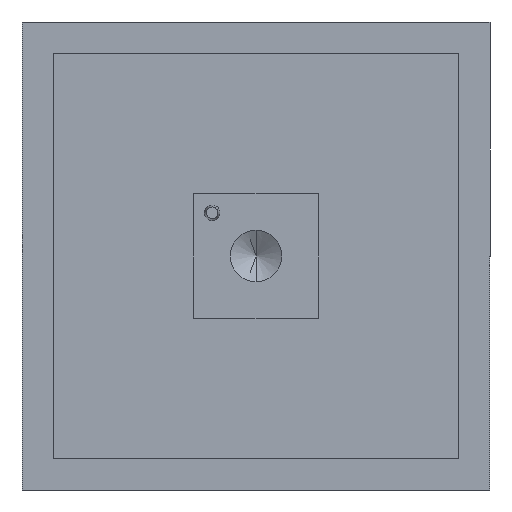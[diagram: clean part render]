
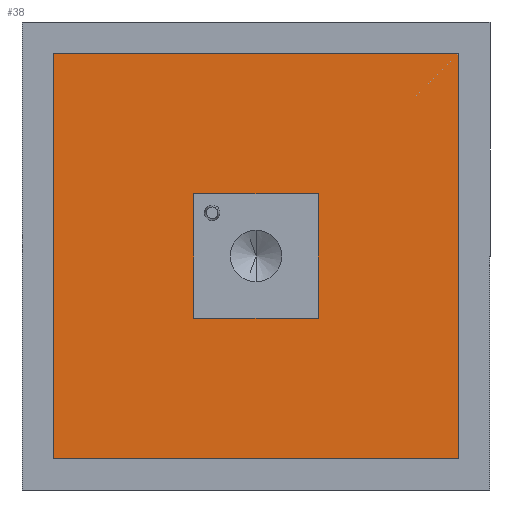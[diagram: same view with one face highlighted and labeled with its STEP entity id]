
A CAD part, front view. The second image highlights one B-rep face of the part: STEP entity #38.
In plain terms, the highlighted planar face has unit normal (0, -1, 0).
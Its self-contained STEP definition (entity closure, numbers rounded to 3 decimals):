
#5 = CARTESIAN_POINT ( 'NONE',  ( -4., 22., -4. ) ) ;
#7 = EDGE_CURVE ( 'NONE', #616, #23, #26, .T. ) ;
#8 = VECTOR ( 'NONE', #465, 1000. ) ;
#10 = VECTOR ( 'NONE', #102, 1000. ) ;
#23 = VERTEX_POINT ( 'NONE', #404 ) ;
#26 = LINE ( 'NONE', #456, #78 ) ;
#38 = ADVANCED_FACE ( 'NONE', ( #402, #620 ), #242, .F. ) ;
#46 = CARTESIAN_POINT ( 'NONE',  ( 13., 22., 13. ) ) ;
#47 = LINE ( 'NONE', #357, #691 ) ;
#52 = LINE ( 'NONE', #265, #10 ) ;
#57 = CARTESIAN_POINT ( 'NONE',  ( -4., 22., 0. ) ) ;
#78 = VECTOR ( 'NONE', #247, 1000. ) ;
#97 = ORIENTED_EDGE ( 'NONE', *, *, #141, .T. ) ;
#98 = DIRECTION ( 'NONE',  ( 0., 0., 1. ) ) ;
#100 = VERTEX_POINT ( 'NONE', #646 ) ;
#102 = DIRECTION ( 'NONE',  ( 1., 0., 0. ) ) ;
#109 = ORIENTED_EDGE ( 'NONE', *, *, #623, .T. ) ;
#113 = VERTEX_POINT ( 'NONE', #46 ) ;
#133 = DIRECTION ( 'NONE',  ( 1., 0., 0. ) ) ;
#141 = EDGE_CURVE ( 'NONE', #581, #155, #600, .T. ) ;
#148 = EDGE_CURVE ( 'NONE', #616, #478, #270, .T. ) ;
#155 = VERTEX_POINT ( 'NONE', #524 ) ;
#157 = DIRECTION ( 'NONE',  ( -1., 0., 0. ) ) ;
#158 = ORIENTED_EDGE ( 'NONE', *, *, #488, .T. ) ;
#192 = ORIENTED_EDGE ( 'NONE', *, *, #292, .T. ) ;
#212 = LINE ( 'NONE', #601, #695 ) ;
#223 = CARTESIAN_POINT ( 'NONE',  ( 13., 22., -13. ) ) ;
#242 = PLANE ( 'NONE',  #374 ) ;
#247 = DIRECTION ( 'NONE',  ( 0., 0., 1. ) ) ;
#265 = CARTESIAN_POINT ( 'NONE',  ( 0., 22., 13. ) ) ;
#270 = LINE ( 'NONE', #362, #548 ) ;
#284 = EDGE_LOOP ( 'NONE', ( #192, #613, #527, #294 ) ) ;
#292 = EDGE_CURVE ( 'NONE', #478, #113, #47, .T. ) ;
#294 = ORIENTED_EDGE ( 'NONE', *, *, #148, .T. ) ;
#298 = DIRECTION ( 'NONE',  ( 0., 1., 0. ) ) ;
#309 = ORIENTED_EDGE ( 'NONE', *, *, #506, .T. ) ;
#323 = DIRECTION ( 'NONE',  ( 0., 0., 1. ) ) ;
#338 = CARTESIAN_POINT ( 'NONE',  ( 4., 22., 4. ) ) ;
#357 = CARTESIAN_POINT ( 'NONE',  ( 13., 22., 0. ) ) ;
#362 = CARTESIAN_POINT ( 'NONE',  ( 0., 22., -13. ) ) ;
#367 = DIRECTION ( 'NONE',  ( 1., 0., 0. ) ) ;
#374 = AXIS2_PLACEMENT_3D ( 'NONE', #669, #298, #508 ) ;
#393 = EDGE_LOOP ( 'NONE', ( #97, #309, #158, #109 ) ) ;
#402 = FACE_OUTER_BOUND ( 'NONE', #284, .T. ) ;
#404 = CARTESIAN_POINT ( 'NONE',  ( -13., 22., 13. ) ) ;
#450 = LINE ( 'NONE', #498, #609 ) ;
#456 = CARTESIAN_POINT ( 'NONE',  ( -13., 22., 0. ) ) ;
#465 = DIRECTION ( 'NONE',  ( 0., 0., -1. ) ) ;
#475 = VERTEX_POINT ( 'NONE', #5 ) ;
#478 = VERTEX_POINT ( 'NONE', #223 ) ;
#488 = EDGE_CURVE ( 'NONE', #475, #100, #639, .T. ) ;
#498 = CARTESIAN_POINT ( 'NONE',  ( 0., 22., 4. ) ) ;
#506 = EDGE_CURVE ( 'NONE', #155, #475, #212, .T. ) ;
#508 = DIRECTION ( 'NONE',  ( 0., 0., 1. ) ) ;
#513 = EDGE_CURVE ( 'NONE', #23, #113, #52, .T. ) ;
#524 = CARTESIAN_POINT ( 'NONE',  ( 4., 22., -4. ) ) ;
#527 = ORIENTED_EDGE ( 'NONE', *, *, #7, .F. ) ;
#533 = CARTESIAN_POINT ( 'NONE',  ( 4., 22., 0. ) ) ;
#548 = VECTOR ( 'NONE', #367, 1000. ) ;
#566 = VECTOR ( 'NONE', #323, 1000. ) ;
#581 = VERTEX_POINT ( 'NONE', #338 ) ;
#600 = LINE ( 'NONE', #533, #8 ) ;
#601 = CARTESIAN_POINT ( 'NONE',  ( 0., 22., -4. ) ) ;
#609 = VECTOR ( 'NONE', #133, 1000. ) ;
#612 = CARTESIAN_POINT ( 'NONE',  ( -13., 22., -13. ) ) ;
#613 = ORIENTED_EDGE ( 'NONE', *, *, #513, .F. ) ;
#616 = VERTEX_POINT ( 'NONE', #612 ) ;
#620 = FACE_BOUND ( 'NONE', #393, .T. ) ;
#623 = EDGE_CURVE ( 'NONE', #100, #581, #450, .T. ) ;
#639 = LINE ( 'NONE', #57, #566 ) ;
#646 = CARTESIAN_POINT ( 'NONE',  ( -4., 22., 4. ) ) ;
#669 = CARTESIAN_POINT ( 'NONE',  ( 0., 22., 0. ) ) ;
#691 = VECTOR ( 'NONE', #98, 1000. ) ;
#695 = VECTOR ( 'NONE', #157, 1000. ) ;
